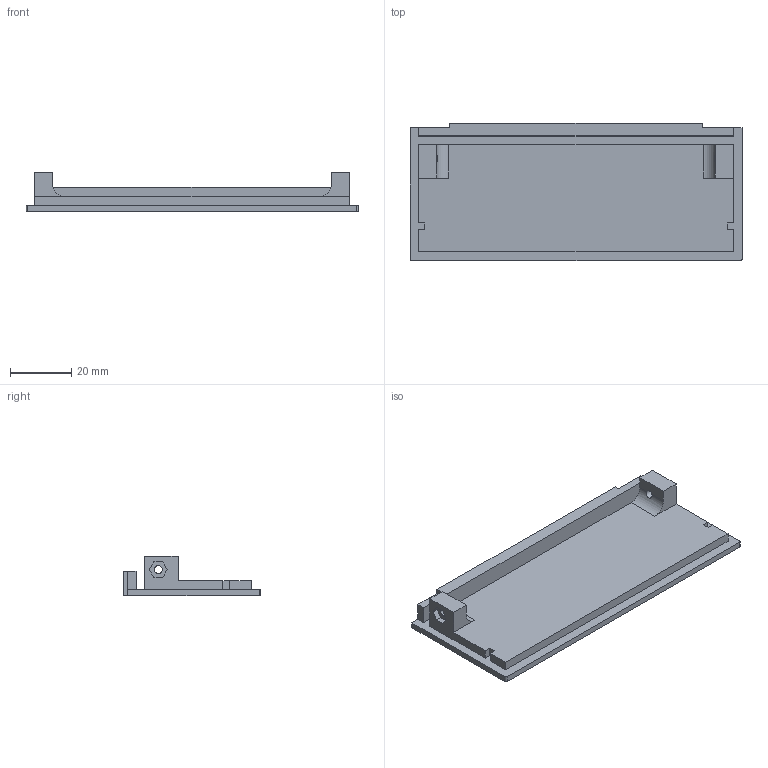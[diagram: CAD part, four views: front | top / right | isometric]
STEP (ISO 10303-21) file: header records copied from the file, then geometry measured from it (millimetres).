
FILE_DESCRIPTION(/* description */ (''),/* implementation_level */ '2;1');
FILE_NAME(/* name */ 'gaizi v5.step',/* time_stamp */ '2023-11-25T16:53:03+08:00',/* author */ (''),/* organization */ (''),/* preprocessor_version */ 'ST-DEVELOPER v20',/* originating_system */ 'Autodesk Translation Framework v12.14.0.127',/* authorisation */ '');
FILE_SCHEMA (('AUTOMOTIVE_DESIGN { 1 0 10303 214 3 1 1 }'));
Length unit declared in the file: millimetre
Products named in the file (1): gaizi
Bounding box: 108.8 x 45.1 x 13 mm (x, y, z)
Volume: 23943.6 mm3; surface area: 13122.5 mm2
Topology: 1 solids, 1 shells, 53 faces, 150 edges, 100 vertices
Faces by surface type: plane 47, cylinder 6
Full cylindrical faces by diameter (mm): 2.6 x2
Entity records: 1780 total; most frequent: CARTESIAN_POINT 348, ORIENTED_EDGE 300, DIRECTION 266, EDGE_CURVE 150, LINE 134, VECTOR 134, VERTEX_POINT 100, AXIS2_PLACEMENT_3D 66
